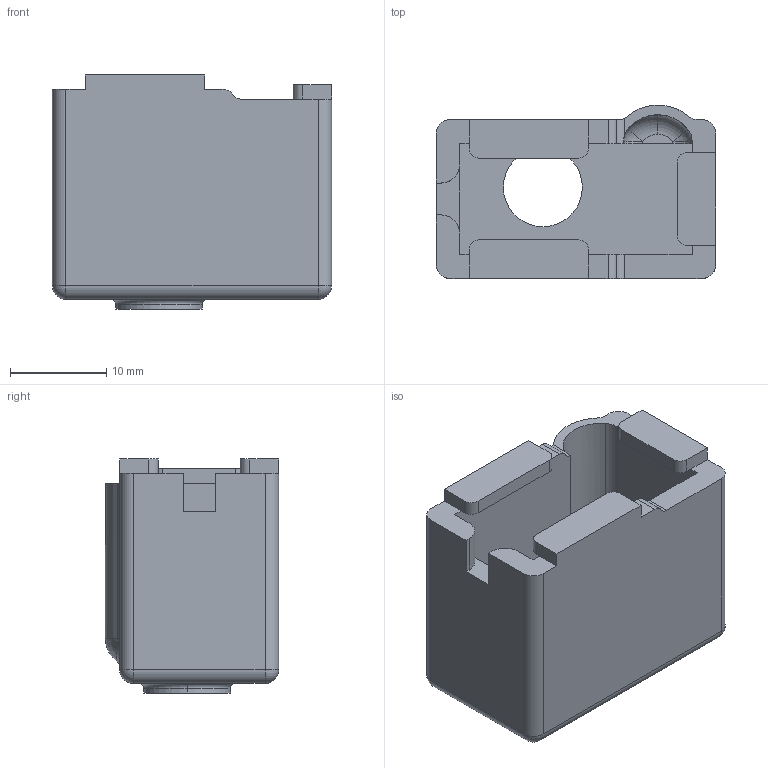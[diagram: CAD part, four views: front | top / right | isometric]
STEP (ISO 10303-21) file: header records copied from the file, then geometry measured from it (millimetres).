
FILE_DESCRIPTION (( 'STEP AP214' ), '1' );
FILE_NAME ('volcano sock.STEP', '2025-09-18T19:08:16', ( '' ), ( '' ), 'SwSTEP 2.0', 'SolidWorks 2024', '' );
FILE_SCHEMA (( 'AUTOMOTIVE_DESIGN' ));
Length unit declared in the file: metre
Products named in the file (1): volcano sock
Bounding box: 29 x 18 x 24.3 mm (x, y, z)
Volume: 4683 mm3; surface area: 4471.7 mm2
Topology: 1 solids, 1 shells, 82 faces, 213 edges, 130 vertices
Faces by surface type: plane 37, cylinder 32, torus 6, sphere 6, bspline 1
Entity records: 2625 total; most frequent: CARTESIAN_POINT 568, DIRECTION 444, ORIENTED_EDGE 418, EDGE_CURVE 209, AXIS2_PLACEMENT_3D 158, VERTEX_POINT 130, VECTOR 128, LINE 128
